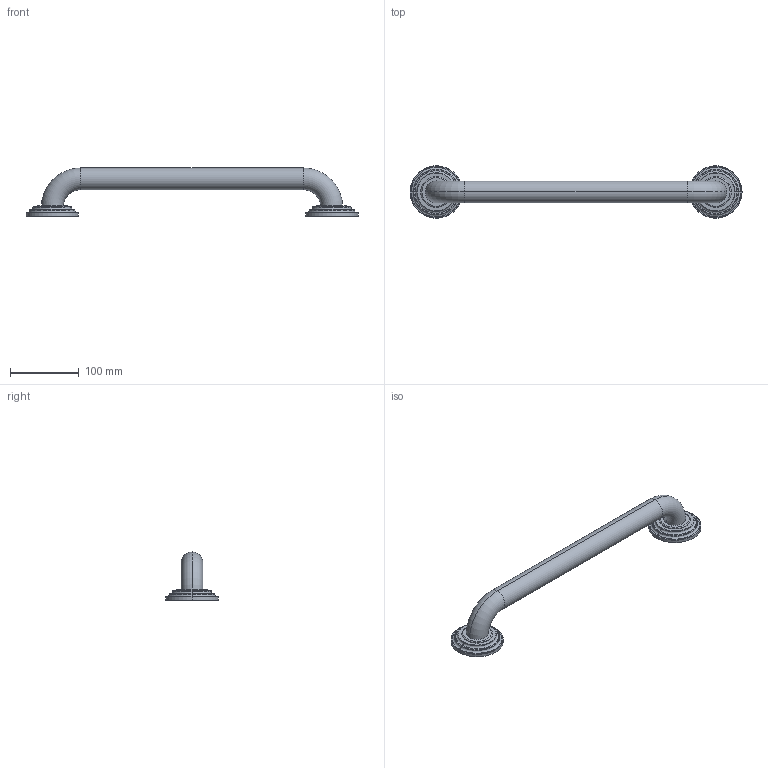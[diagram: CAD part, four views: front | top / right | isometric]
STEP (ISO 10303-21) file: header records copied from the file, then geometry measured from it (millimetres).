
FILE_DESCRIPTION((''),'2;1');
FILE_NAME('920-3916_ASM','2017-07-17T',('rsmith'),(''),'PRO/ENGINEER BY PARAMETRIC TECHNOLOGY CORPORATION, 2013150','PRO/ENGINEER BY PARAMETRIC TECHNOLOGY CORPORATION, 2013150','');
FILE_SCHEMA(('CONFIG_CONTROL_DESIGN'));
Length unit declared in the file: inch
Products named in the file (8): 91496; 1995; 20-287_ASM; 80527; 50869; 5081_ASM; 1172; 920-3916_ASM
Assembly tree (10 placements, depth 3):
  920-3916_ASM
    20-287_ASM  x2
      91496
      1995
    5081_ASM
      80527
      50869  x2
    1172  x2
Bounding box: 482.6 x 76.2 x 69.85 mm (x, y, z)
Volume: 120313 mm3; surface area: 202616.4 mm2
Topology: 9 solids, 18 shells, 684 faces, 1784 edges, 1152 vertices
Faces by surface type: cylinder 204, plane 160, bspline 102, torus 100, extrusion 94, cone 24
Entity records: 19106 total; most frequent: CARTESIAN_POINT 10693, ORIENTED_EDGE 1818, DIRECTION 1482, EDGE_CURVE 925, VERTEX_POINT 594, AXIS2_PLACEMENT_3D 569, B_SPLINE_CURVE_WITH_KNOTS 395, EDGE_LOOP 394
